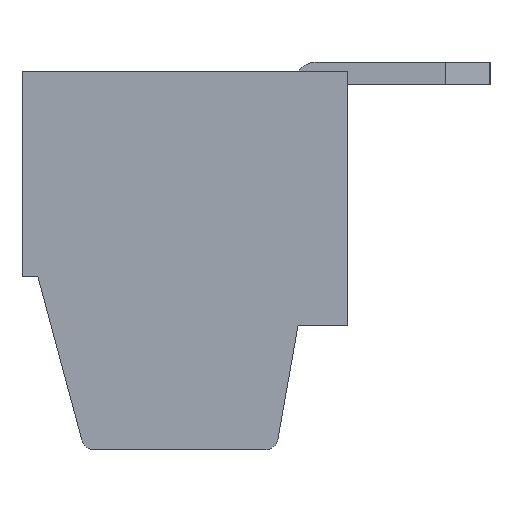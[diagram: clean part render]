
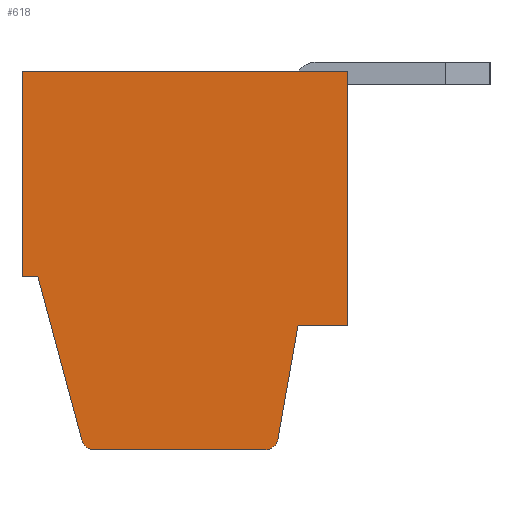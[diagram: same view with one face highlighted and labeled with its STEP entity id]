
A CAD part, left-side view. The second image highlights one B-rep face of the part: STEP entity #618.
In plain terms, the highlighted planar face has unit normal (-1, 0, 0).
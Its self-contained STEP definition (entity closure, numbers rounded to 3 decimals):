
#618 = ADVANCED_FACE( '', ( #1418 ), #1419, .T. );
#1418 = FACE_OUTER_BOUND( '', #2415, .T. );
#1419 = PLANE( '', #2416 );
#2415 = EDGE_LOOP( '', ( #4167, #4168, #4169, #4170, #4171, #4172, #4173, #4174, #4175, #4176 ) );
#2416 = AXIS2_PLACEMENT_3D( '', #4177, #4178, #4179 );
#4167 = ORIENTED_EDGE( '', *, *, #6127, .T. );
#4168 = ORIENTED_EDGE( '', *, *, #6128, .T. );
#4169 = ORIENTED_EDGE( '', *, *, #6129, .T. );
#4170 = ORIENTED_EDGE( '', *, *, #5597, .T. );
#4171 = ORIENTED_EDGE( '', *, *, #6106, .T. );
#4172 = ORIENTED_EDGE( '', *, *, #6130, .T. );
#4173 = ORIENTED_EDGE( '', *, *, #6131, .T. );
#4174 = ORIENTED_EDGE( '', *, *, #5883, .T. );
#4175 = ORIENTED_EDGE( '', *, *, #6132, .T. );
#4176 = ORIENTED_EDGE( '', *, *, #6133, .T. );
#4177 = CARTESIAN_POINT( '', ( 165.647, 214.734, -4.2 ) );
#4178 = DIRECTION( '', ( -1., 0., 0. ) );
#4179 = DIRECTION( '', ( 0., -1., 0. ) );
#5597 = EDGE_CURVE( '', #6661, #6662, #6663, .T. );
#5883 = EDGE_CURVE( '', #7142, #7140, #7143, .T. );
#6106 = EDGE_CURVE( '', #6662, #7478, #7479, .T. );
#6127 = EDGE_CURVE( '', #7502, #7503, #7504, .T. );
#6128 = EDGE_CURVE( '', #7503, #7505, #7506, .T. );
#6129 = EDGE_CURVE( '', #7505, #6661, #7507, .T. );
#6130 = EDGE_CURVE( '', #7478, #7508, #7509, .T. );
#6131 = EDGE_CURVE( '', #7508, #7142, #7510, .T. );
#6132 = EDGE_CURVE( '', #7140, #7511, #7512, .T. );
#6133 = EDGE_CURVE( '', #7511, #7502, #7513, .T. );
#6661 = VERTEX_POINT( '', #8189 );
#6662 = VERTEX_POINT( '', #8190 );
#6663 = CIRCLE( '', #8191, 0.3 );
#7140 = VERTEX_POINT( '', #8848 );
#7142 = VERTEX_POINT( '', #8851 );
#7143 = LINE( '', #8852, #8853 );
#7478 = VERTEX_POINT( '', #9320 );
#7479 = LINE( '', #9321, #9322 );
#7502 = VERTEX_POINT( '', #9355 );
#7503 = VERTEX_POINT( '', #9356 );
#7504 = LINE( '', #9357, #9358 );
#7505 = VERTEX_POINT( '', #9359 );
#7506 = CIRCLE( '', #9360, 0.3 );
#7507 = LINE( '', #9361, #9362 );
#7508 = VERTEX_POINT( '', #9363 );
#7509 = LINE( '', #9364, #9365 );
#7510 = LINE( '', #9366, #9367 );
#7511 = VERTEX_POINT( '', #9368 );
#7512 = LINE( '', #9369, #9370 );
#7513 = LINE( '', #9371, #9372 );
#8189 = CARTESIAN_POINT( '', ( 165.647, 209.286, -8.5 ) );
#8190 = CARTESIAN_POINT( '', ( 165.647, 208.991, -8.252 ) );
#8191 = AXIS2_PLACEMENT_3D( '', #10019, #10020, #10021 );
#8848 = CARTESIAN_POINT( '', ( 165.647, 214.734, 0. ) );
#8851 = CARTESIAN_POINT( '', ( 165.647, 207.434, 0. ) );
#8852 = CARTESIAN_POINT( '', ( 165.647, 214.734, 0. ) );
#8853 = VECTOR( '', #10338, 1000. );
#9320 = CARTESIAN_POINT( '', ( 165.647, 208.541, -5.7 ) );
#9321 = CARTESIAN_POINT( '', ( 165.647, 208.541, -5.7 ) );
#9322 = VECTOR( '', #10567, 1000. );
#9355 = CARTESIAN_POINT( '', ( 165.647, 214.379, -4.6 ) );
#9356 = CARTESIAN_POINT( '', ( 165.647, 213.394, -8.278 ) );
#9357 = CARTESIAN_POINT( '', ( 165.647, 213.394, -8.278 ) );
#9358 = VECTOR( '', #10581, 1000. );
#9359 = CARTESIAN_POINT( '', ( 165.647, 213.104, -8.5 ) );
#9360 = AXIS2_PLACEMENT_3D( '', #10582, #10583, #10584 );
#9361 = CARTESIAN_POINT( '', ( 165.647, 209.286, -8.5 ) );
#9362 = VECTOR( '', #10585, 1000. );
#9363 = CARTESIAN_POINT( '', ( 165.647, 207.434, -5.7 ) );
#9364 = CARTESIAN_POINT( '', ( 165.647, 207.434, -5.7 ) );
#9365 = VECTOR( '', #10586, 1000. );
#9366 = CARTESIAN_POINT( '', ( 165.647, 207.434, 0. ) );
#9367 = VECTOR( '', #10587, 1000. );
#9368 = CARTESIAN_POINT( '', ( 165.647, 214.734, -4.6 ) );
#9369 = CARTESIAN_POINT( '', ( 165.647, 214.734, -4.6 ) );
#9370 = VECTOR( '', #10588, 1000. );
#9371 = CARTESIAN_POINT( '', ( 165.647, 214.379, -4.6 ) );
#9372 = VECTOR( '', #10589, 1000. );
#10019 = CARTESIAN_POINT( '', ( 165.647, 209.286, -8.2 ) );
#10020 = DIRECTION( '', ( -1., 0., 0. ) );
#10021 = DIRECTION( '', ( 0., -1., 0. ) );
#10338 = DIRECTION( '', ( 0., 1., 0. ) );
#10567 = DIRECTION( '', ( 0., -0.174, 0.985 ) );
#10581 = DIRECTION( '', ( 0., -0.259, -0.966 ) );
#10582 = CARTESIAN_POINT( '', ( 165.647, 213.104, -8.2 ) );
#10583 = DIRECTION( '', ( -1., 0., 0. ) );
#10584 = DIRECTION( '', ( 0., -1., 0. ) );
#10585 = DIRECTION( '', ( 0., -1., 0. ) );
#10586 = DIRECTION( '', ( 0., -1., 0. ) );
#10587 = DIRECTION( '', ( 0., 0., 1. ) );
#10588 = DIRECTION( '', ( 0., 0., -1. ) );
#10589 = DIRECTION( '', ( 0., -1., 0. ) );
